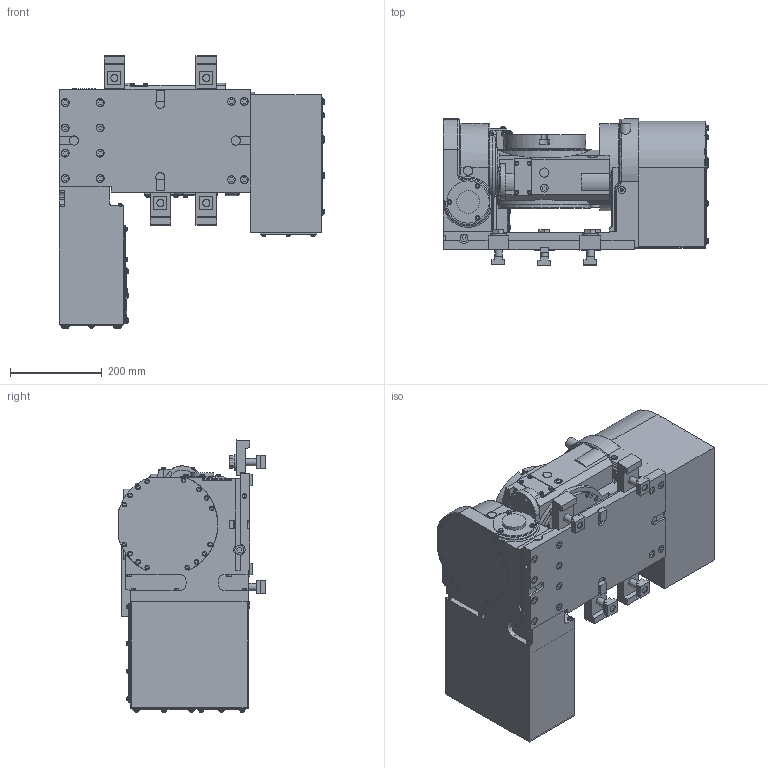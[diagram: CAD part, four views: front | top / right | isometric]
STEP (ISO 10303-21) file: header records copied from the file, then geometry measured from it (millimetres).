
FILE_DESCRIPTION( ( 'Unknown' ), '1' );
FILE_NAME( 'TT181AEE01.stp', 'Unknown', ( 'Unknown' ), ( 'Unknown' ), 'PSStep 15.0.49', 'Unknown', ' ' );
FILE_SCHEMA( ( 'AUTOMOTIVE_DESIGN { 1 0 10303 214 1 1 1 1 }' ) );
Length unit declared in the file: millimetre
Products named in the file (1): 1
Bounding box: 577.6 x 318 x 591.8 mm (x, y, z)
Volume: 21555542.1 mm3; surface area: 1981856.8 mm2
Topology: 1 solids, 21 shells, 2037 faces, 4589 edges, 3001 vertices
Faces by surface type: plane 1332, cylinder 521, torus 112, cone 45, bspline 26, sphere 1
Full cylindrical faces by diameter (mm): 4.2 x9, 4.6 x6, 5 x45, 5.5 x6, 6 x27, 6.6 x4, 8 x1, 8.5 x14, 9 x77, 10 x46, 10.7 x3, 11 x17, 12 x53, 12.4 x1, 12.5 x3, 14 x8, 15 x1, 15.6 x4, 16 x16, 16.662 x2, 17 x12, 20 x10, 20.955 x2, 21 x3, 22 x1, 24 x2, 25 x1, 35 x4, 40 x1, 40.5 x1
Entity records: 74076 total; most frequent: CARTESIAN_POINT 13998, DIRECTION 9139, ORIENTED_EDGE 7860, EDGE_CURVE 3930, AXIS2_PLACEMENT_3D 3273, EDGE_LOOP 2995, VERTEX_POINT 2899, LINE 2593
